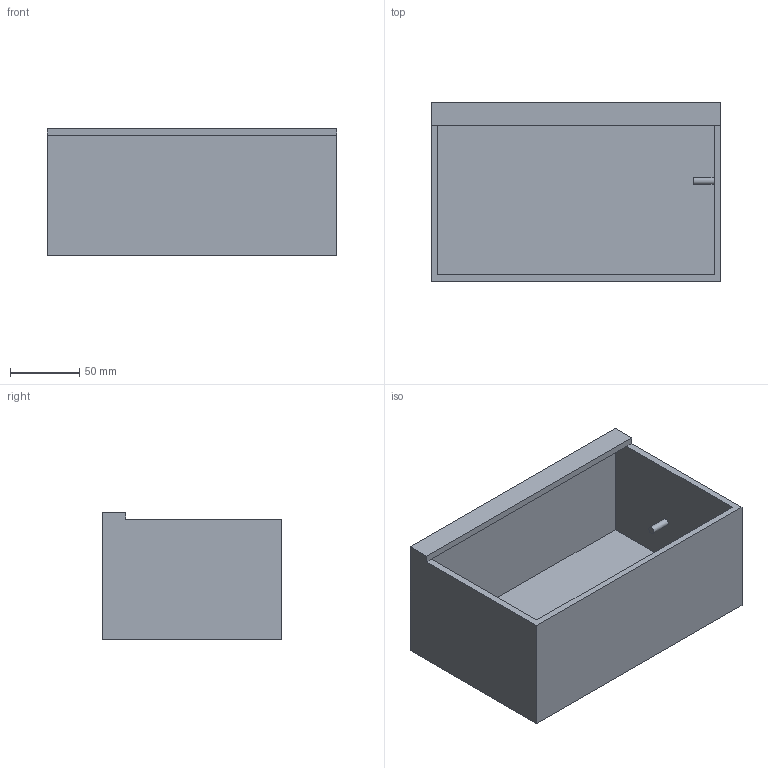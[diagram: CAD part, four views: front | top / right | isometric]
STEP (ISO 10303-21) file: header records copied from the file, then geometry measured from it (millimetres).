
FILE_DESCRIPTION(/* description */ (''),/* implementation_level */ '2;1');
FILE_NAME(/* name */ 'CRANK BOX BOTTOM.step',/* time_stamp */ '2025-12-12T20:43:37+05:30',/* author */ (''),/* organization */ (''),/* preprocessor_version */ 'ST-DEVELOPER v20.1',/* originating_system */ 'Autodesk Translation Framework v14.21.0.0',/* authorisation */ '');
FILE_SCHEMA (('AUTOMOTIVE_DESIGN { 1 0 10303 214 3 1 1 }'));
Length unit declared in the file: millimetre
Products named in the file (1): 2025-12-12-17-54-28-818
Bounding box: 210 x 130 x 92 mm (x, y, z)
Volume: 473126.7 mm3; surface area: 172300.1 mm2
Topology: 1 solids, 1 shells, 17 faces, 40 edges, 26 vertices
Faces by surface type: plane 15, cylinder 2
Full cylindrical faces by diameter (mm): 4.9 x1, 5.2 x1
Entity records: 519 total; most frequent: CARTESIAN_POINT 84, ORIENTED_EDGE 80, DIRECTION 80, EDGE_CURVE 40, LINE 36, VECTOR 36, VERTEX_POINT 26, AXIS2_PLACEMENT_3D 22
